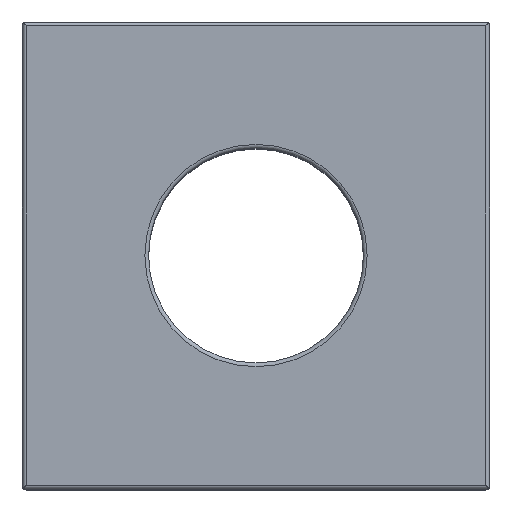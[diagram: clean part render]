
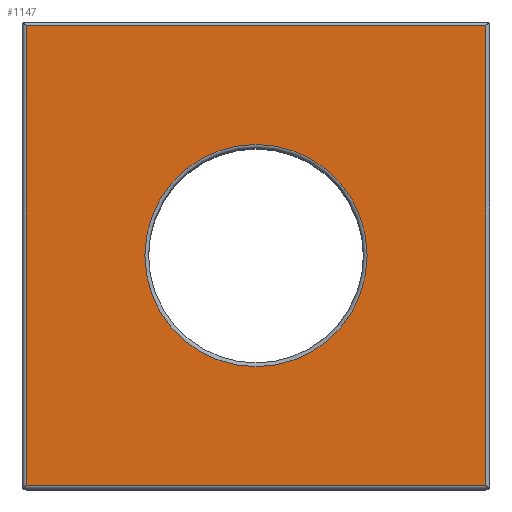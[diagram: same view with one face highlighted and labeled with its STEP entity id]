
A CAD part, top view. The second image highlights one B-rep face of the part: STEP entity #1147.
In plain terms, the highlighted planar face has unit normal (0, 0, 1).
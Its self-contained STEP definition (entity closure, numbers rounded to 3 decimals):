
#85=CIRCLE('',#1246,14.75);
#217=ORIENTED_EDGE('',*,*,#530,.T.);
#218=ORIENTED_EDGE('',*,*,#531,.T.);
#219=ORIENTED_EDGE('',*,*,#532,.F.);
#220=ORIENTED_EDGE('',*,*,#533,.F.);
#221=ORIENTED_EDGE('',*,*,#534,.T.);
#530=EDGE_CURVE('',#676,#676,#85,.T.);
#531=EDGE_CURVE('',#677,#678,#787,.T.);
#532=EDGE_CURVE('',#679,#678,#788,.T.);
#533=EDGE_CURVE('',#680,#679,#789,.T.);
#534=EDGE_CURVE('',#680,#677,#790,.T.);
#676=VERTEX_POINT('',#1853);
#677=VERTEX_POINT('',#1855);
#678=VERTEX_POINT('',#1856);
#679=VERTEX_POINT('',#1858);
#680=VERTEX_POINT('',#1860);
#787=LINE('',#1854,#914);
#788=LINE('',#1857,#915);
#789=LINE('',#1859,#916);
#790=LINE('',#1861,#917);
#914=VECTOR('',#1477,1000.);
#915=VECTOR('',#1478,1000.);
#916=VECTOR('',#1479,1000.);
#917=VECTOR('',#1480,1000.);
#978=EDGE_LOOP('',(#217));
#979=EDGE_LOOP('',(#218,#219,#220,#221));
#1043=FACE_BOUND('',#978,.T.);
#1044=FACE_BOUND('',#979,.T.);
#1107=PLANE('',#1245);
#1147=ADVANCED_FACE('',(#1043,#1044),#1107,.T.);
#1245=AXIS2_PLACEMENT_3D('',#1851,#1473,#1474);
#1246=AXIS2_PLACEMENT_3D('',#1852,#1475,#1476);
#1473=DIRECTION('',(0.,0.,1.));
#1474=DIRECTION('',(1.,0.,0.));
#1475=DIRECTION('',(0.,0.,-1.));
#1476=DIRECTION('',(-1.,0.,0.));
#1477=DIRECTION('',(0.,-1.,0.));
#1478=DIRECTION('',(-1.,0.,0.));
#1479=DIRECTION('',(0.,-1.,0.));
#1480=DIRECTION('',(-1.,0.,0.));
#1851=CARTESIAN_POINT('',(-30.5,30.5,8.));
#1852=CARTESIAN_POINT('',(0.,0.,8.));
#1853=CARTESIAN_POINT('',(-14.75,0.,8.));
#1854=CARTESIAN_POINT('',(-30.5,31.,8.));
#1855=CARTESIAN_POINT('',(-30.5,30.5,8.));
#1856=CARTESIAN_POINT('',(-30.5,-30.5,8.));
#1857=CARTESIAN_POINT('',(31.,-30.5,8.));
#1858=CARTESIAN_POINT('',(30.5,-30.5,8.));
#1859=CARTESIAN_POINT('',(30.5,31.,8.));
#1860=CARTESIAN_POINT('',(30.5,30.5,8.));
#1861=CARTESIAN_POINT('',(31.,30.5,8.));
